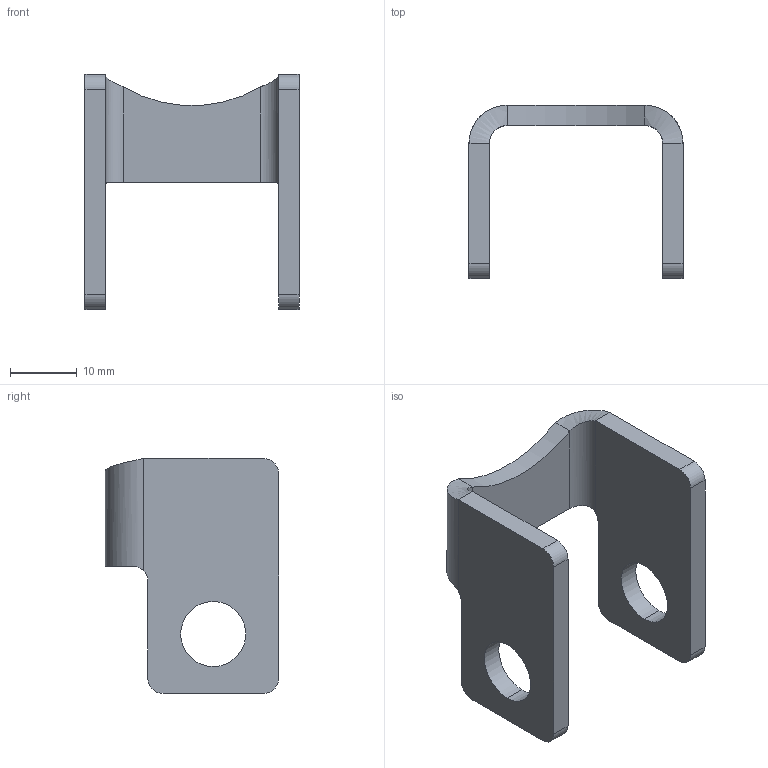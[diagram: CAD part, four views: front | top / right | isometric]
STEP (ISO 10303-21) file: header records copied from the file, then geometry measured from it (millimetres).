
FILE_DESCRIPTION (( 'STEP AP214' ), '1' );
FILE_NAME ('Upper Clevis.STEP', '2025-03-04T07:32:06', ( '' ), ( '' ), 'SwSTEP 2.0', 'SolidWorks 2024', '' );
FILE_SCHEMA (( 'AUTOMOTIVE_DESIGN' ));
Length unit declared in the file: inch
Products named in the file (1): Upper Clevis
Bounding box: 32 x 25.91 x 35.14 mm (x, y, z)
Volume: 5167.6 mm3; surface area: 4340.1 mm2
Topology: 1 solids, 1 shells, 36 faces, 92 edges, 58 vertices
Faces by surface type: cylinder 17, plane 17, bspline 2
Entity records: 1281 total; most frequent: CARTESIAN_POINT 377, ORIENTED_EDGE 184, DIRECTION 180, EDGE_CURVE 92, AXIS2_PLACEMENT_3D 65, VERTEX_POINT 58, LINE 50, VECTOR 50
